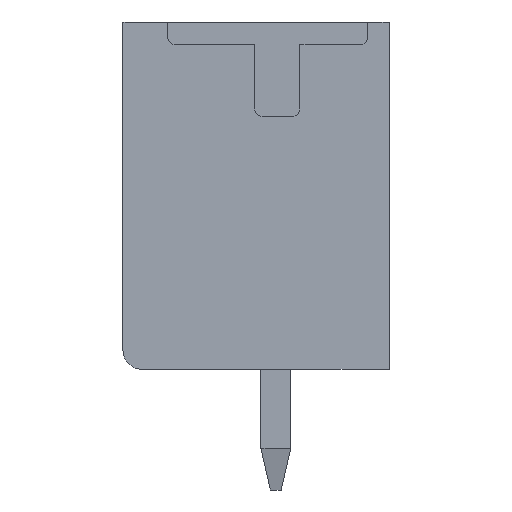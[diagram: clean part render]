
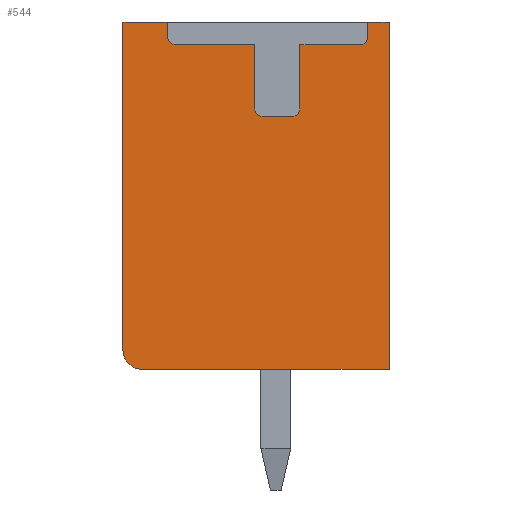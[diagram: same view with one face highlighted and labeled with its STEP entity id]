
A CAD part, left-side view. The second image highlights one B-rep face of the part: STEP entity #544.
In plain terms, the highlighted planar face has unit normal (-1, 0, 0).
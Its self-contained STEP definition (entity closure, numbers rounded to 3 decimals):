
#70=CARTESIAN_POINT('',(-23.255,-3.,0.0));
#71=VERTEX_POINT('',#70);
#80=CARTESIAN_POINT('',(-23.255,3.55,0.0));
#81=VERTEX_POINT('',#80);
#82=CARTESIAN_POINT('',(-23.255,-3.,0.0));
#83=DIRECTION('',(0.0,1.0,0.0));
#84=VECTOR('',#83,6.55);
#85=LINE('',#82,#84);
#86=EDGE_CURVE('',#71,#81,#85,.T.);
#110=CARTESIAN_POINT('',(-23.255,0.56,6.9));
#111=VERTEX_POINT('',#110);
#112=CARTESIAN_POINT('',(-23.255,0.56,8.6));
#113=VERTEX_POINT('',#112);
#114=CARTESIAN_POINT('',(-23.255,0.56,6.9));
#115=DIRECTION('',(0.0,0.0,1.0));
#116=VECTOR('',#115,1.7);
#117=LINE('',#114,#116);
#118=EDGE_CURVE('',#111,#113,#117,.T.);
#150=CARTESIAN_POINT('',(-23.255,0.36,6.7));
#151=VERTEX_POINT('',#150);
#152=CARTESIAN_POINT('',(-23.255,0.36,6.9));
#153=DIRECTION('',(1.0,0.0,0.0));
#154=DIRECTION('',(0.0,0.707,-0.707));
#155=AXIS2_PLACEMENT_3D('',#152,#153,#154);
#156=CIRCLE('',#155,0.2);
#157=EDGE_CURVE('',#151,#111,#156,.T.);
#183=CARTESIAN_POINT('',(-23.255,-0.44,6.7));
#184=VERTEX_POINT('',#183);
#185=CARTESIAN_POINT('',(-23.255,-0.44,6.7));
#186=DIRECTION('',(0.0,1.0,0.0));
#187=VECTOR('',#186,0.8);
#188=LINE('',#185,#187);
#189=EDGE_CURVE('',#184,#151,#188,.T.);
#214=CARTESIAN_POINT('',(-23.255,-0.64,6.9));
#215=VERTEX_POINT('',#214);
#216=CARTESIAN_POINT('',(-23.255,-0.44,6.9));
#217=DIRECTION('',(1.0,0.0,0.0));
#218=DIRECTION('',(0.0,-0.707,-0.707));
#219=AXIS2_PLACEMENT_3D('',#216,#217,#218);
#220=CIRCLE('',#219,0.2);
#221=EDGE_CURVE('',#215,#184,#220,.T.);
#247=CARTESIAN_POINT('',(-23.255,-0.64,8.6));
#248=VERTEX_POINT('',#247);
#249=CARTESIAN_POINT('',(-23.255,-0.64,8.6));
#250=DIRECTION('',(0.0,0.0,-1.0));
#251=VECTOR('',#250,1.7);
#252=LINE('',#249,#251);
#253=EDGE_CURVE('',#248,#215,#252,.T.);
#278=CARTESIAN_POINT('',(-23.255,-2.24,8.6));
#279=VERTEX_POINT('',#278);
#280=CARTESIAN_POINT('',(-23.255,-2.24,8.6));
#281=DIRECTION('',(0.0,1.0,0.0));
#282=VECTOR('',#281,1.6);
#283=LINE('',#280,#282);
#284=EDGE_CURVE('',#279,#248,#283,.T.);
#309=CARTESIAN_POINT('',(-23.255,-2.44,8.8));
#310=VERTEX_POINT('',#309);
#311=CARTESIAN_POINT('',(-23.255,-2.24,8.8));
#312=DIRECTION('',(1.0,0.0,0.0));
#313=DIRECTION('',(0.0,-0.707,-0.707));
#314=AXIS2_PLACEMENT_3D('',#311,#312,#313);
#315=CIRCLE('',#314,0.2);
#316=EDGE_CURVE('',#310,#279,#315,.T.);
#342=CARTESIAN_POINT('',(-23.255,-2.44,9.2));
#343=VERTEX_POINT('',#342);
#344=CARTESIAN_POINT('',(-23.255,-2.44,9.2));
#345=DIRECTION('',(0.0,0.0,-1.0));
#346=VECTOR('',#345,0.4);
#347=LINE('',#344,#346);
#348=EDGE_CURVE('',#343,#310,#347,.T.);
#373=CARTESIAN_POINT('',(-23.255,2.86,8.8));
#374=VERTEX_POINT('',#373);
#375=CARTESIAN_POINT('',(-23.255,2.86,9.2));
#376=VERTEX_POINT('',#375);
#377=CARTESIAN_POINT('',(-23.255,2.86,8.8));
#378=DIRECTION('',(0.0,0.0,1.0));
#379=VECTOR('',#378,0.4);
#380=LINE('',#377,#379);
#381=EDGE_CURVE('',#374,#376,#380,.T.);
#413=CARTESIAN_POINT('',(-23.255,2.66,8.6));
#414=VERTEX_POINT('',#413);
#415=CARTESIAN_POINT('',(-23.255,2.66,8.8));
#416=DIRECTION('',(1.0,0.0,0.0));
#417=DIRECTION('',(0.0,0.707,-0.707));
#418=AXIS2_PLACEMENT_3D('',#415,#416,#417);
#419=CIRCLE('',#418,0.2);
#420=EDGE_CURVE('',#414,#374,#419,.T.);
#446=CARTESIAN_POINT('',(-23.255,0.56,8.6));
#447=DIRECTION('',(0.0,1.0,0.0));
#448=VECTOR('',#447,2.1);
#449=LINE('',#446,#448);
#450=EDGE_CURVE('',#113,#414,#449,.T.);
#488=CARTESIAN_POINT('',(-23.255,0.501,4.631));
#489=DIRECTION('',(1.0,0.0,0.0));
#490=DIRECTION('',(0.0,0.0,-1.0));
#491=AXIS2_PLACEMENT_3D('',#488,#489,#490);
#492=PLANE('',#491);
#493=ORIENTED_EDGE('',*,*,#348,.T.);
#494=ORIENTED_EDGE('',*,*,#316,.T.);
#495=ORIENTED_EDGE('',*,*,#284,.T.);
#496=ORIENTED_EDGE('',*,*,#253,.T.);
#497=ORIENTED_EDGE('',*,*,#221,.T.);
#498=ORIENTED_EDGE('',*,*,#189,.T.);
#499=ORIENTED_EDGE('',*,*,#157,.T.);
#500=ORIENTED_EDGE('',*,*,#118,.T.);
#501=ORIENTED_EDGE('',*,*,#450,.T.);
#502=ORIENTED_EDGE('',*,*,#420,.T.);
#503=ORIENTED_EDGE('',*,*,#381,.T.);
#504=CARTESIAN_POINT('',(-23.255,4.05,9.2));
#505=VERTEX_POINT('',#504);
#506=CARTESIAN_POINT('',(-23.255,4.05,9.2));
#507=DIRECTION('',(0.0,-1.0,0.0));
#508=VECTOR('',#507,1.19);
#509=LINE('',#506,#508);
#510=EDGE_CURVE('',#505,#376,#509,.T.);
#511=ORIENTED_EDGE('',*,*,#510,.F.);
#512=CARTESIAN_POINT('',(-23.255,4.05,0.5));
#513=VERTEX_POINT('',#512);
#514=CARTESIAN_POINT('',(-23.255,4.05,0.5));
#515=DIRECTION('',(0.0,0.0,1.0));
#516=VECTOR('',#515,8.7);
#517=LINE('',#514,#516);
#518=EDGE_CURVE('',#513,#505,#517,.T.);
#519=ORIENTED_EDGE('',*,*,#518,.F.);
#520=CARTESIAN_POINT('',(-23.255,3.55,0.5));
#521=DIRECTION('',(1.0,0.,0.));
#522=DIRECTION('',(0.,0.707,-0.707));
#523=AXIS2_PLACEMENT_3D('',#520,#521,#522);
#524=CIRCLE('',#523,0.5);
#525=EDGE_CURVE('',#81,#513,#524,.T.);
#526=ORIENTED_EDGE('',*,*,#525,.F.);
#527=ORIENTED_EDGE('',*,*,#86,.F.);
#528=CARTESIAN_POINT('',(-23.255,-3.,9.2));
#529=VERTEX_POINT('',#528);
#530=CARTESIAN_POINT('',(-23.255,-3.,9.2));
#531=DIRECTION('',(0.0,0.0,-1.0));
#532=VECTOR('',#531,9.2);
#533=LINE('',#530,#532);
#534=EDGE_CURVE('',#529,#71,#533,.T.);
#535=ORIENTED_EDGE('',*,*,#534,.F.);
#536=CARTESIAN_POINT('',(-23.255,-2.44,9.2));
#537=DIRECTION('',(0.0,-1.0,0.0));
#538=VECTOR('',#537,0.56);
#539=LINE('',#536,#538);
#540=EDGE_CURVE('',#343,#529,#539,.T.);
#541=ORIENTED_EDGE('',*,*,#540,.F.);
#542=EDGE_LOOP('',(#493,#494,#495,#496,#497,#498,#499,#500,#501,#502,#503,#511,#519,#526,#527,#535,#541));
#543=FACE_OUTER_BOUND('',#542,.T.);
#544=ADVANCED_FACE('',(#543),#492,.F.);
